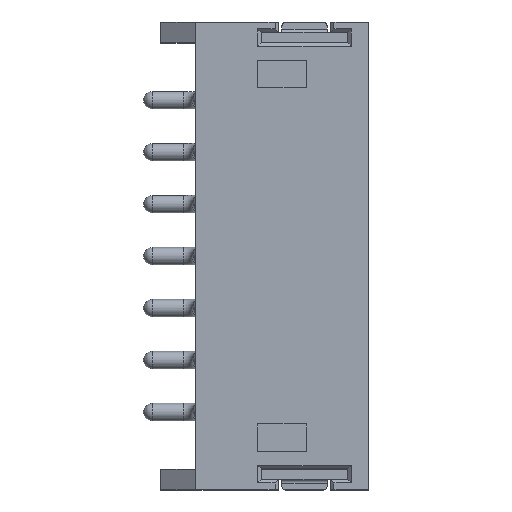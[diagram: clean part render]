
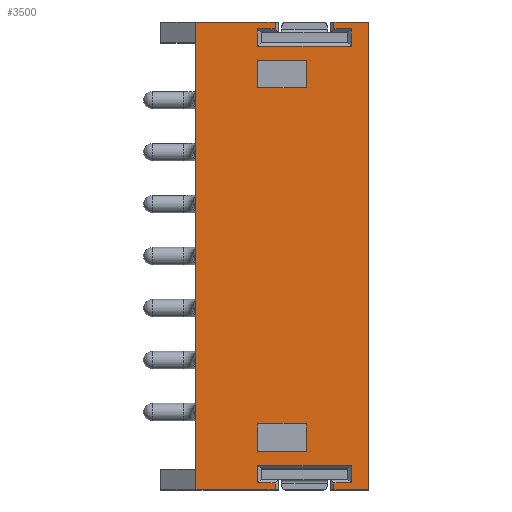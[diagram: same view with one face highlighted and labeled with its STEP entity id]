
A CAD part, top view. The second image highlights one B-rep face of the part: STEP entity #3500.
In plain terms, the highlighted planar face has unit normal (0, 0, 1).
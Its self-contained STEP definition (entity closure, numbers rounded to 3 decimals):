
#14=FACE_BOUND('',#456,.T.);
#15=FACE_BOUND('',#457,.T.);
#51=PLANE('',#3803);
#264=FACE_OUTER_BOUND('',#455,.T.);
#455=EDGE_LOOP('',(#2650,#2651,#2652,#2653,#2654,#2655,#2656,#2657,#2658,
#2659,#2660,#2661,#2662,#2663,#2664,#2665,#2666,#2667,#2668,#2669));
#456=EDGE_LOOP('',(#2670,#2671,#2672,#2673));
#457=EDGE_LOOP('',(#2674,#2675,#2676,#2677));
#654=LINE('',#5449,#1044);
#656=LINE('',#5454,#1046);
#662=LINE('',#5465,#1052);
#663=LINE('',#5467,#1053);
#665=LINE('',#5471,#1055);
#668=LINE('',#5477,#1058);
#673=LINE('',#5486,#1063);
#678=LINE('',#5496,#1068);
#680=LINE('',#5500,#1070);
#681=LINE('',#5502,#1071);
#682=LINE('',#5504,#1072);
#683=LINE('',#5506,#1073);
#684=LINE('',#5508,#1074);
#685=LINE('',#5510,#1075);
#686=LINE('',#5512,#1076);
#687=LINE('',#5514,#1077);
#688=LINE('',#5516,#1078);
#689=LINE('',#5518,#1079);
#690=LINE('',#5520,#1080);
#691=LINE('',#5521,#1081);
#692=LINE('',#5524,#1082);
#693=LINE('',#5526,#1083);
#694=LINE('',#5528,#1084);
#695=LINE('',#5529,#1085);
#696=LINE('',#5532,#1086);
#697=LINE('',#5534,#1087);
#698=LINE('',#5536,#1088);
#699=LINE('',#5537,#1089);
#1044=VECTOR('',#4325,10.);
#1046=VECTOR('',#4329,10.);
#1052=VECTOR('',#4337,10.);
#1053=VECTOR('',#4340,10.);
#1055=VECTOR('',#4344,10.);
#1058=VECTOR('',#4349,10.);
#1063=VECTOR('',#4356,10.);
#1068=VECTOR('',#4367,10.);
#1070=VECTOR('',#4371,10.);
#1071=VECTOR('',#4372,10.);
#1072=VECTOR('',#4373,10.);
#1073=VECTOR('',#4374,10.);
#1074=VECTOR('',#4375,10.);
#1075=VECTOR('',#4376,10.);
#1076=VECTOR('',#4377,10.);
#1077=VECTOR('',#4378,10.);
#1078=VECTOR('',#4379,10.);
#1079=VECTOR('',#4380,10.);
#1080=VECTOR('',#4381,10.);
#1081=VECTOR('',#4382,10.);
#1082=VECTOR('',#4383,10.);
#1083=VECTOR('',#4384,10.);
#1084=VECTOR('',#4385,10.);
#1085=VECTOR('',#4386,10.);
#1086=VECTOR('',#4387,10.);
#1087=VECTOR('',#4388,10.);
#1088=VECTOR('',#4389,10.);
#1089=VECTOR('',#4390,10.);
#1589=VERTEX_POINT('',#5446);
#1590=VERTEX_POINT('',#5448);
#1591=VERTEX_POINT('',#5452);
#1592=VERTEX_POINT('',#5453);
#1596=VERTEX_POINT('',#5463);
#1597=VERTEX_POINT('',#5470);
#1599=VERTEX_POINT('',#5476);
#1602=VERTEX_POINT('',#5484);
#1604=VERTEX_POINT('',#5495);
#1605=VERTEX_POINT('',#5499);
#1606=VERTEX_POINT('',#5501);
#1607=VERTEX_POINT('',#5503);
#1608=VERTEX_POINT('',#5505);
#1609=VERTEX_POINT('',#5507);
#1610=VERTEX_POINT('',#5509);
#1611=VERTEX_POINT('',#5511);
#1612=VERTEX_POINT('',#5513);
#1613=VERTEX_POINT('',#5515);
#1614=VERTEX_POINT('',#5517);
#1615=VERTEX_POINT('',#5519);
#1616=VERTEX_POINT('',#5522);
#1617=VERTEX_POINT('',#5523);
#1618=VERTEX_POINT('',#5525);
#1619=VERTEX_POINT('',#5527);
#1620=VERTEX_POINT('',#5530);
#1621=VERTEX_POINT('',#5531);
#1622=VERTEX_POINT('',#5533);
#1623=VERTEX_POINT('',#5535);
#1969=EDGE_CURVE('',#1589,#1590,#654,.T.);
#1971=EDGE_CURVE('',#1591,#1592,#656,.T.);
#1977=EDGE_CURVE('',#1596,#1589,#662,.T.);
#1978=EDGE_CURVE('',#1592,#1596,#663,.T.);
#1980=EDGE_CURVE('',#1597,#1591,#665,.T.);
#1983=EDGE_CURVE('',#1590,#1599,#668,.T.);
#1988=EDGE_CURVE('',#1602,#1597,#673,.T.);
#1993=EDGE_CURVE('',#1599,#1604,#678,.T.);
#1995=EDGE_CURVE('',#1605,#1602,#680,.T.);
#1996=EDGE_CURVE('',#1605,#1606,#681,.T.);
#1997=EDGE_CURVE('',#1606,#1607,#682,.T.);
#1998=EDGE_CURVE('',#1608,#1607,#683,.T.);
#1999=EDGE_CURVE('',#1609,#1608,#684,.T.);
#2000=EDGE_CURVE('',#1610,#1609,#685,.T.);
#2001=EDGE_CURVE('',#1611,#1610,#686,.T.);
#2002=EDGE_CURVE('',#1612,#1611,#687,.T.);
#2003=EDGE_CURVE('',#1613,#1612,#688,.T.);
#2004=EDGE_CURVE('',#1614,#1613,#689,.T.);
#2005=EDGE_CURVE('',#1614,#1615,#690,.T.);
#2006=EDGE_CURVE('',#1604,#1615,#691,.T.);
#2007=EDGE_CURVE('',#1616,#1617,#692,.T.);
#2008=EDGE_CURVE('',#1617,#1618,#693,.T.);
#2009=EDGE_CURVE('',#1618,#1619,#694,.T.);
#2010=EDGE_CURVE('',#1619,#1616,#695,.T.);
#2011=EDGE_CURVE('',#1620,#1621,#696,.T.);
#2012=EDGE_CURVE('',#1621,#1622,#697,.T.);
#2013=EDGE_CURVE('',#1622,#1623,#698,.T.);
#2014=EDGE_CURVE('',#1623,#1620,#699,.T.);
#2650=ORIENTED_EDGE('',*,*,#1983,.F.);
#2651=ORIENTED_EDGE('',*,*,#1969,.F.);
#2652=ORIENTED_EDGE('',*,*,#1977,.F.);
#2653=ORIENTED_EDGE('',*,*,#1978,.F.);
#2654=ORIENTED_EDGE('',*,*,#1971,.F.);
#2655=ORIENTED_EDGE('',*,*,#1980,.F.);
#2656=ORIENTED_EDGE('',*,*,#1988,.F.);
#2657=ORIENTED_EDGE('',*,*,#1995,.F.);
#2658=ORIENTED_EDGE('',*,*,#1996,.T.);
#2659=ORIENTED_EDGE('',*,*,#1997,.T.);
#2660=ORIENTED_EDGE('',*,*,#1998,.F.);
#2661=ORIENTED_EDGE('',*,*,#1999,.F.);
#2662=ORIENTED_EDGE('',*,*,#2000,.F.);
#2663=ORIENTED_EDGE('',*,*,#2001,.F.);
#2664=ORIENTED_EDGE('',*,*,#2002,.F.);
#2665=ORIENTED_EDGE('',*,*,#2003,.F.);
#2666=ORIENTED_EDGE('',*,*,#2004,.F.);
#2667=ORIENTED_EDGE('',*,*,#2005,.T.);
#2668=ORIENTED_EDGE('',*,*,#2006,.F.);
#2669=ORIENTED_EDGE('',*,*,#1993,.F.);
#2670=ORIENTED_EDGE('',*,*,#2007,.T.);
#2671=ORIENTED_EDGE('',*,*,#2008,.T.);
#2672=ORIENTED_EDGE('',*,*,#2009,.T.);
#2673=ORIENTED_EDGE('',*,*,#2010,.T.);
#2674=ORIENTED_EDGE('',*,*,#2011,.T.);
#2675=ORIENTED_EDGE('',*,*,#2012,.T.);
#2676=ORIENTED_EDGE('',*,*,#2013,.T.);
#2677=ORIENTED_EDGE('',*,*,#2014,.T.);
#3500=ADVANCED_FACE('',(#264,#14,#15),#51,.T.);
#3803=AXIS2_PLACEMENT_3D('',#5498,#4369,#4370);
#4325=DIRECTION('',(-1.,0.,0.));
#4329=DIRECTION('',(0.,-1.,0.));
#4337=DIRECTION('',(0.,1.,0.));
#4340=DIRECTION('',(1.,0.,0.));
#4344=DIRECTION('',(-1.,0.,0.));
#4349=DIRECTION('',(0.,1.,0.));
#4356=DIRECTION('',(0.,-1.,0.));
#4367=DIRECTION('',(1.,0.,0.));
#4369=DIRECTION('center_axis',(0.,0.,
1.));
#4370=DIRECTION('ref_axis',(0.,-1.,0.));
#4371=DIRECTION('',(1.,0.,0.));
#4372=DIRECTION('',(0.,-1.,0.));
#4373=DIRECTION('',(1.,0.,0.));
#4374=DIRECTION('',(0.,-1.,0.));
#4375=DIRECTION('',(1.,0.,0.));
#4376=DIRECTION('',(0.,-1.,0.));
#4377=DIRECTION('',(-1.,0.,0.));
#4378=DIRECTION('',(0.,1.,0.));
#4379=DIRECTION('',(1.,0.,0.));
#4380=DIRECTION('',(0.,1.,0.));
#4381=DIRECTION('',(1.,0.,0.));
#4382=DIRECTION('',(0.,-1.,0.));
#4383=DIRECTION('',(1.,0.,0.));
#4384=DIRECTION('',(0.,-1.,0.));
#4385=DIRECTION('',(-1.,0.,0.));
#4386=DIRECTION('',(0.,1.,0.));
#4387=DIRECTION('',(-1.,0.,0.));
#4388=DIRECTION('',(0.,1.,0.));
#4389=DIRECTION('',(1.,0.,0.));
#4390=DIRECTION('',(0.,-1.,0.));
#5446=CARTESIAN_POINT('',(5.25,11.05,3.7));
#5448=CARTESIAN_POINT('',(4.75,11.05,3.7));
#5449=CARTESIAN_POINT('',(2.95,11.05,3.7));
#5452=CARTESIAN_POINT('',(2.55,11.05,3.7));
#5453=CARTESIAN_POINT('',(2.55,10.55,3.7));
#5454=CARTESIAN_POINT('',(2.55,11.1,3.7));
#5463=CARTESIAN_POINT('',(5.25,10.55,3.7));
#5465=CARTESIAN_POINT('',(5.25,10.95,3.7));
#5467=CARTESIAN_POINT('',(1.7,10.55,3.7));
#5470=CARTESIAN_POINT('',(3.05,11.05,3.7));
#5471=CARTESIAN_POINT('',(2.95,11.05,3.7));
#5476=CARTESIAN_POINT('',(4.75,11.25,3.7));
#5477=CARTESIAN_POINT('',(4.75,11.25,3.7));
#5484=CARTESIAN_POINT('',(3.05,11.25,3.7));
#5486=CARTESIAN_POINT('',(3.05,11.25,3.7));
#5495=CARTESIAN_POINT('',(5.75,11.25,3.7));
#5496=CARTESIAN_POINT('',(0.75,11.25,3.7));
#5498=CARTESIAN_POINT('Origin',(0.75,11.25,3.7));
#5499=CARTESIAN_POINT('',(0.75,11.25,3.7));
#5500=CARTESIAN_POINT('',(0.75,11.25,3.7));
#5501=CARTESIAN_POINT('',(0.75,-2.25,3.7));
#5502=CARTESIAN_POINT('',(0.75,11.25,3.7));
#5503=CARTESIAN_POINT('',(3.05,-2.25,3.7));
#5504=CARTESIAN_POINT('',(0.75,-2.25,3.7));
#5505=CARTESIAN_POINT('',(3.05,-2.05,3.7));
#5506=CARTESIAN_POINT('',(3.05,4.5,3.7));
#5507=CARTESIAN_POINT('',(2.55,-2.05,3.7));
#5508=CARTESIAN_POINT('',(2.95,-2.05,3.7));
#5509=CARTESIAN_POINT('',(2.55,-1.55,3.7));
#5510=CARTESIAN_POINT('',(2.55,4.65,3.7));
#5511=CARTESIAN_POINT('',(5.25,-1.55,3.7));
#5512=CARTESIAN_POINT('',(1.7,-1.55,3.7));
#5513=CARTESIAN_POINT('',(5.25,-2.05,3.7));
#5514=CARTESIAN_POINT('',(5.25,4.8,3.7));
#5515=CARTESIAN_POINT('',(4.75,-2.05,3.7));
#5516=CARTESIAN_POINT('',(2.95,-2.05,3.7));
#5517=CARTESIAN_POINT('',(4.75,-2.25,3.7));
#5518=CARTESIAN_POINT('',(4.75,4.5,3.7));
#5519=CARTESIAN_POINT('',(5.75,-2.25,3.7));
#5520=CARTESIAN_POINT('',(0.75,-2.25,3.7));
#5521=CARTESIAN_POINT('',(5.75,11.25,3.7));
#5522=CARTESIAN_POINT('',(2.55,10.15,3.7));
#5523=CARTESIAN_POINT('',(3.95,10.15,3.7));
#5524=CARTESIAN_POINT('',(2.35,10.15,3.7));
#5525=CARTESIAN_POINT('',(3.95,9.35,3.7));
#5526=CARTESIAN_POINT('',(3.95,10.3,3.7));
#5527=CARTESIAN_POINT('',(2.55,9.35,3.7));
#5528=CARTESIAN_POINT('',(1.65,9.35,3.7));
#5529=CARTESIAN_POINT('',(2.55,10.7,3.7));
#5530=CARTESIAN_POINT('',(3.95,-1.15,3.7));
#5531=CARTESIAN_POINT('',(2.55,-1.15,3.7));
#5532=CARTESIAN_POINT('',(2.35,-1.15,3.7));
#5533=CARTESIAN_POINT('',(2.55,-0.35,3.7));
#5534=CARTESIAN_POINT('',(2.55,5.05,3.7));
#5535=CARTESIAN_POINT('',(3.95,-0.35,3.7));
#5536=CARTESIAN_POINT('',(1.65,-0.35,3.7));
#5537=CARTESIAN_POINT('',(3.95,5.45,3.7));
